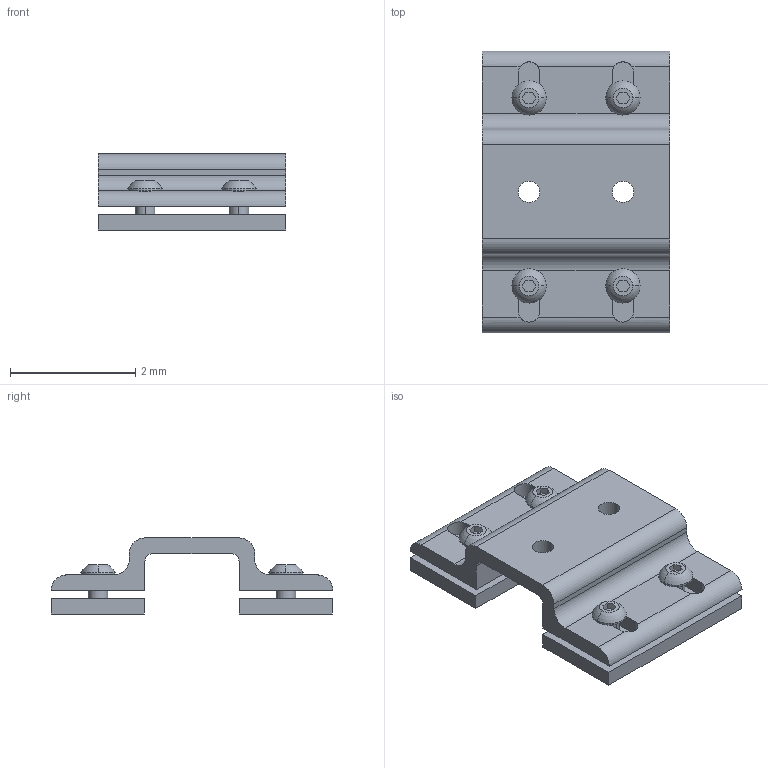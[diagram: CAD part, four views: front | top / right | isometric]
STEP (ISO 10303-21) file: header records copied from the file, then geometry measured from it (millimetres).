
FILE_DESCRIPTION((''),'2;1');
FILE_NAME('15AC7118.stp','2015-07-16T10:12:37',(''),(''),'Mechanical Desktop 2011','Mechanical Desktop 2011',', , ');
FILE_SCHEMA(('CONFIG_CONTROL_DESIGN'));
Length unit declared in the file: millimetre
Products named in the file (1): Product
Bounding box: 3 x 4.5 x 1.22 mm (x, y, z)
Volume: 6.3 mm3; surface area: 63.6 mm2
Topology: 7 solids, 7 shells, 140 faces, 354 edges, 232 vertices
Faces by surface type: plane 76, cylinder 48, cone 8, sphere 8
Entity records: 4433 total; most frequent: CARTESIAN_POINT 815, DIRECTION 764, ORIENTED_EDGE 708, EDGE_CURVE 354, AXIS2_PLACEMENT_3D 277, VERTEX_POINT 232, VECTOR 210, LINE 210
